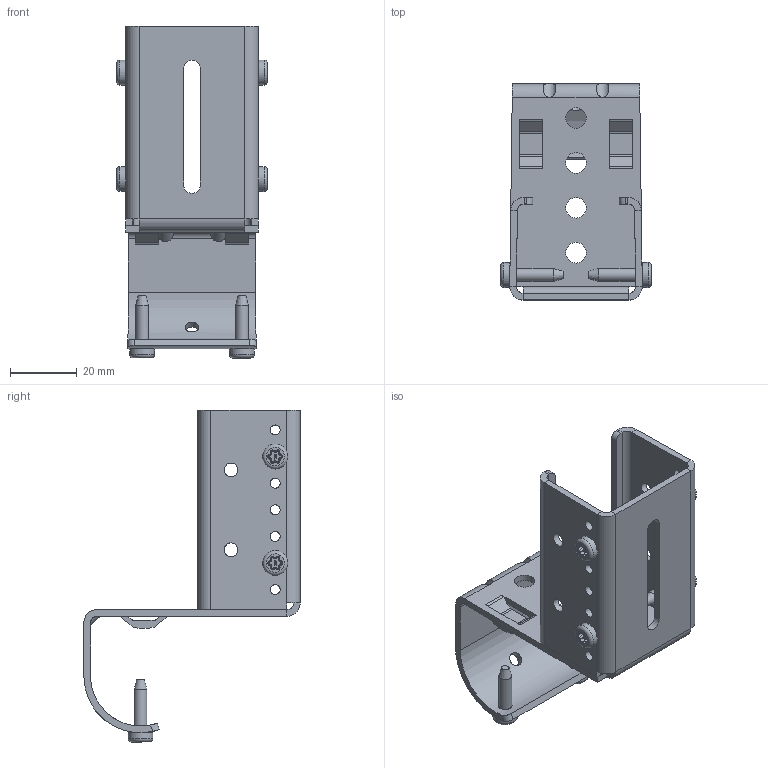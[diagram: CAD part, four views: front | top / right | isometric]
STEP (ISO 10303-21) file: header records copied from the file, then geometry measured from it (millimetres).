
FILE_DESCRIPTION(/* description */ ('STEP AP203'),/* implementation_level */ '2;1');
FILE_NAME(/* name */ '22131_KriTec_Rollenbahn_St_Aufnahme_D30_mit_Anschlag_H27.stp',/* time_stamp */ '2020-11-06T11:09:16+01:00',/* author */ ('jendrek'),/* organization */ (''),/* preprocessor_version */ 'ST-DEVELOPER v17',/* originating_system */ 'Autodesk Inventor 2018',/* authorisation */ '');
FILE_SCHEMA (('AUTOMOTIVE_DESIGN { 1 0 10303 214 3 1 1 }'));
Length unit declared in the file: millimetre
Products named in the file (3): 22131; 2; 1
Assembly tree (7 placements, depth 2):
  22131
    2
    1  x6
Bounding box: 45.36 x 65 x 99.8 mm (x, y, z)
Volume: 21386.6 mm3; surface area: 23956.7 mm2
Topology: 7 solids, 7 shells, 941 faces, 2402 edges, 1513 vertices
Faces by surface type: cylinder 297, plane 290, bspline 198, torus 150, cone 6
Full cylindrical faces by diameter (mm): 3 x14, 3.9 x6, 4.1 x7, 6.2 x4, 7.5 x6
Entity records: 10645 total; most frequent: CARTESIAN_POINT 3653, ORIENTED_EDGE 1464, DIRECTION 1404, EDGE_CURVE 732, AXIS2_PLACEMENT_3D 516, VERTEX_POINT 473, LINE 372, VECTOR 372
